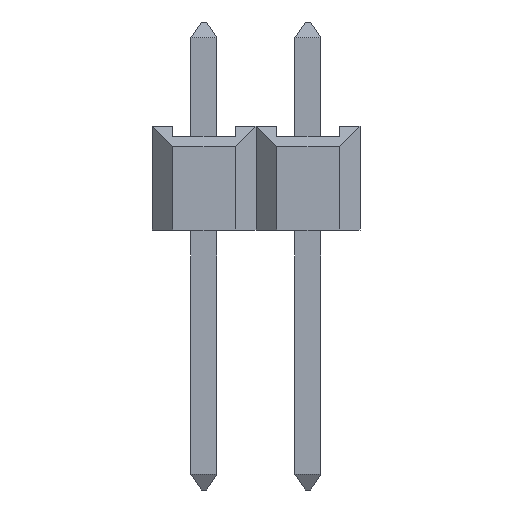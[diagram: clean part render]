
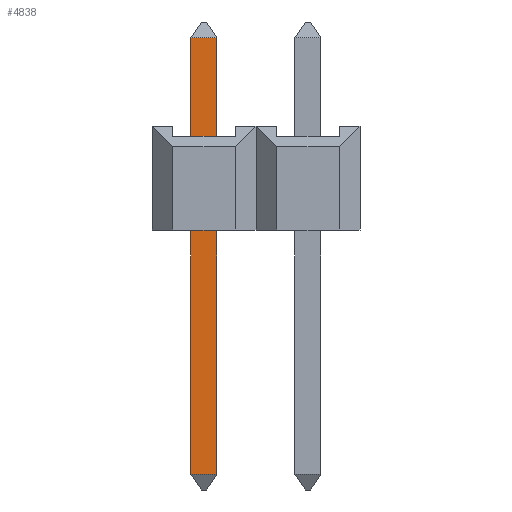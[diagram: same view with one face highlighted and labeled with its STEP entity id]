
A CAD part, front view. The second image highlights one B-rep face of the part: STEP entity #4838.
In plain terms, the highlighted planar face has unit normal (0, -1, 0).
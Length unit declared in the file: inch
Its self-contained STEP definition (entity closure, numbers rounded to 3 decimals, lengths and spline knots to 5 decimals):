
#4838=ADVANCED_FACE('',(#6052),#5450,.T.);
#5450=PLANE('',#15171);
#6052=FACE_OUTER_BOUND('',#6648,.T.);
#6648=EDGE_LOOP('',(#7863,#7864,#7865,#7866));
#7863=ORIENTED_EDGE('',*,*,#11163,.T.);
#7864=ORIENTED_EDGE('',*,*,#11171,.T.);
#7865=ORIENTED_EDGE('',*,*,#11168,.F.);
#7866=ORIENTED_EDGE('',*,*,#11172,.T.);
#10161=VERTEX_POINT('',#19001);
#10162=VERTEX_POINT('',#19003);
#10165=VERTEX_POINT('',#19013);
#10166=VERTEX_POINT('',#19014);
#11163=EDGE_CURVE('',#10162,#10161,#12567,.T.);
#11168=EDGE_CURVE('',#10165,#10166,#12572,.T.);
#11171=EDGE_CURVE('',#10161,#10166,#12575,.T.);
#11172=EDGE_CURVE('',#10165,#10162,#12576,.T.);
#12567=LINE('',#19002,#13971);
#12572=LINE('',#19012,#13976);
#12575=LINE('',#19018,#13979);
#12576=LINE('',#19019,#13980);
#13971=VECTOR('',#16302,1.);
#13976=VECTOR('',#16311,1.);
#13979=VECTOR('',#16316,1.);
#13980=VECTOR('',#16317,1.);
#15171=AXIS2_PLACEMENT_3D('',#19020,#16318,#16319);
#16302=DIRECTION('',(0.,0.,-1.));
#16311=DIRECTION('',(0.,0.,-1.));
#16316=DIRECTION('',(1.,0.,0.));
#16317=DIRECTION('',(-1.,0.,0.));
#16318=DIRECTION('',(0.,-1.,0.));
#16319=DIRECTION('',(0.,0.,-1.));
#19001=CARTESIAN_POINT('',(-0.0125,-0.0125,-0.235));
#19002=CARTESIAN_POINT('',(-0.0125,-0.0125,0.2));
#19003=CARTESIAN_POINT('',(-0.0125,-0.0125,0.185));
#19012=CARTESIAN_POINT('',(0.0125,-0.0125,0.2));
#19013=CARTESIAN_POINT('',(0.0125,-0.0125,0.185));
#19014=CARTESIAN_POINT('',(0.0125,-0.0125,-0.235));
#19018=CARTESIAN_POINT('',(0.0125,-0.0125,-0.235));
#19019=CARTESIAN_POINT('',(-0.0125,-0.0125,0.185));
#19020=CARTESIAN_POINT('',(0.0125,-0.0125,0.2));
